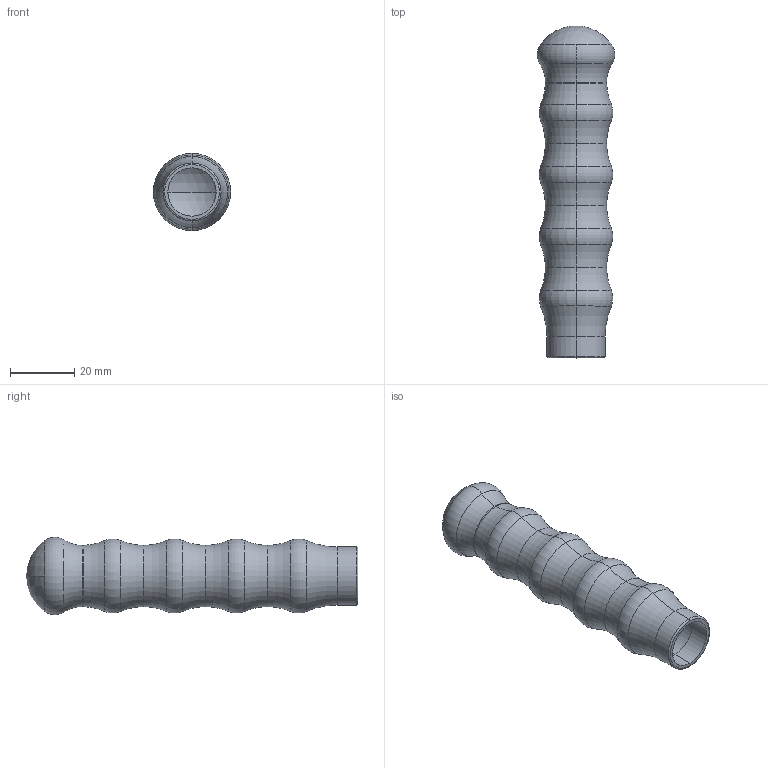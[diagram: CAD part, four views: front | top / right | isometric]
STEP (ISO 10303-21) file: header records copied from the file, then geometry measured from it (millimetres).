
FILE_DESCRIPTION (( 'STEP AP203' ), '1' );
FILE_NAME ('GH-GR-250.STEP', '2023-02-21T09:16:25', ( '' ), ( '' ), 'SwSTEP 2.0', 'SolidWorks 2016', '' );
FILE_SCHEMA (( 'CONFIG_CONTROL_DESIGN' ));
Length unit declared in the file: millimetre
Products named in the file (1): GH-GR-250
Bounding box: 23.98 x 103 x 23.98 mm (x, y, z)
Volume: 9580.4 mm3; surface area: 12848.1 mm2
Topology: 1 solids, 1 shells, 71 faces, 144 edges, 76 vertices
Faces by surface type: torus 62, cylinder 4, sphere 4, plane 1
Entity records: 1955 total; most frequent: DIRECTION 428, CARTESIAN_POINT 292, ORIENTED_EDGE 288, AXIS2_PLACEMENT_3D 212, EDGE_CURVE 144, CIRCLE 140, VERTEX_POINT 76, EDGE_LOOP 72
